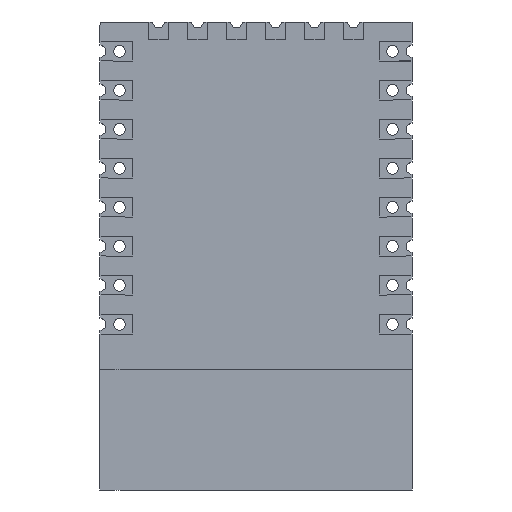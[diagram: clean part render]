
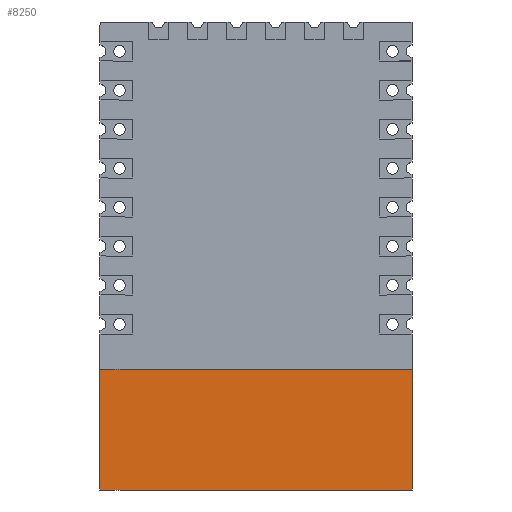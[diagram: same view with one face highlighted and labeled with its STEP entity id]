
A CAD part, front view. The second image highlights one B-rep face of the part: STEP entity #8250.
In plain terms, the highlighted planar face has unit normal (0, -1, 0).
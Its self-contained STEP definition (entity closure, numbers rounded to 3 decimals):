
#1516 = EDGE_CURVE ( 'NONE', #1953, #4341, #18471, .T. ) ;
#1795 = EDGE_CURVE ( 'NONE', #17277, #1953, #9842, .T. ) ;
#1856 = CARTESIAN_POINT ( 'NONE',  ( -8., -1.55, -5.8 ) ) ;
#1862 = CARTESIAN_POINT ( 'NONE',  ( -8., -1.55, -12. ) ) ;
#1953 = VERTEX_POINT ( 'NONE', #16412 ) ;
#3495 = ORIENTED_EDGE ( 'NONE', *, *, #5930, .T. ) ;
#3513 = VERTEX_POINT ( 'NONE', #17830 ) ;
#4341 = VERTEX_POINT ( 'NONE', #13218 ) ;
#5783 = VECTOR ( 'NONE', #8642, 1000. ) ;
#5930 = EDGE_CURVE ( 'NONE', #4341, #3513, #9594, .T. ) ;
#6470 = DIRECTION ( 'NONE',  ( 1., 0., 0. ) ) ;
#6850 = LINE ( 'NONE', #1862, #10682 ) ;
#7093 = CARTESIAN_POINT ( 'NONE',  ( 8., -1.55, -12. ) ) ;
#8126 = EDGE_CURVE ( 'NONE', #3513, #17277, #6850, .T. ) ;
#8250 = ADVANCED_FACE ( 'NONE', ( #15897 ), #18919, .F. ) ;
#8323 = DIRECTION ( 'NONE',  ( 0., 1., 0. ) ) ;
#8558 = ORIENTED_EDGE ( 'NONE', *, *, #8126, .T. ) ;
#8642 = DIRECTION ( 'NONE',  ( 0., 0., 1. ) ) ;
#9594 = LINE ( 'NONE', #18261, #10546 ) ;
#9842 = LINE ( 'NONE', #7093, #5783 ) ;
#10546 = VECTOR ( 'NONE', #10662, 1000. ) ;
#10662 = DIRECTION ( 'NONE',  ( 0., 0., -1. ) ) ;
#10682 = VECTOR ( 'NONE', #6470, 1000. ) ;
#11061 = DIRECTION ( 'NONE',  ( -1., 0., 0. ) ) ;
#11583 = DIRECTION ( 'NONE',  ( 0., 0., 1. ) ) ;
#11623 = EDGE_LOOP ( 'NONE', ( #3495, #8558, #17151, #16184 ) ) ;
#12022 = VECTOR ( 'NONE', #11061, 1000. ) ;
#13218 = CARTESIAN_POINT ( 'NONE',  ( -8., -1.55, -5.8 ) ) ;
#15897 = FACE_OUTER_BOUND ( 'NONE', #11623, .T. ) ;
#16184 = ORIENTED_EDGE ( 'NONE', *, *, #1516, .T. ) ;
#16412 = CARTESIAN_POINT ( 'NONE',  ( 8., -1.55, -5.8 ) ) ;
#16563 = AXIS2_PLACEMENT_3D ( 'NONE', #17428, #8323, #11583 ) ;
#17151 = ORIENTED_EDGE ( 'NONE', *, *, #1795, .T. ) ;
#17184 = CARTESIAN_POINT ( 'NONE',  ( 8., -1.55, -12. ) ) ;
#17277 = VERTEX_POINT ( 'NONE', #17184 ) ;
#17428 = CARTESIAN_POINT ( 'NONE',  ( 0., -1.55, 0. ) ) ;
#17830 = CARTESIAN_POINT ( 'NONE',  ( -8., -1.55, -12. ) ) ;
#18261 = CARTESIAN_POINT ( 'NONE',  ( -8., -1.55, -12. ) ) ;
#18471 = LINE ( 'NONE', #1856, #12022 ) ;
#18919 = PLANE ( 'NONE',  #16563 ) ;
